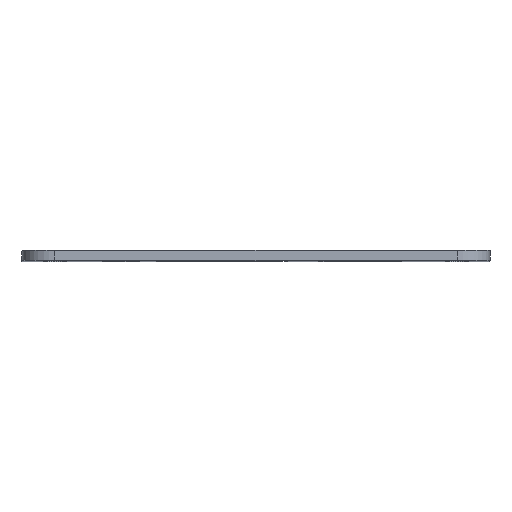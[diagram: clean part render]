
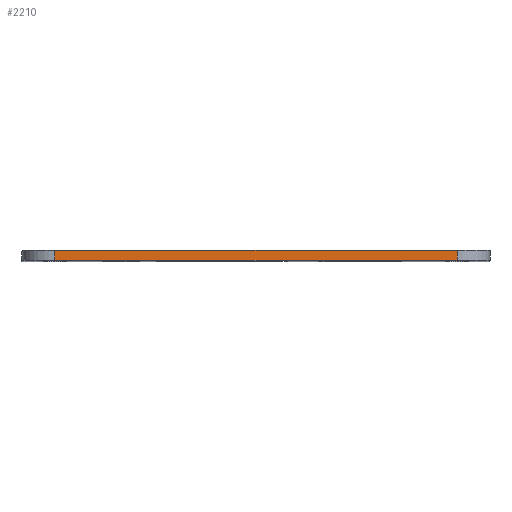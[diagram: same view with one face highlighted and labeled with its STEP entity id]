
A CAD part, top view. The second image highlights one B-rep face of the part: STEP entity #2210.
In plain terms, the highlighted planar face has unit normal (0, 0, 1).
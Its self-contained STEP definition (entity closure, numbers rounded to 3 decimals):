
#63 = FACE_OUTER_BOUND ( 'NONE', #1409, .T. ) ;
#129 = CARTESIAN_POINT ( 'NONE',  ( -30.5, 1.5, 53. ) ) ;
#253 = CARTESIAN_POINT ( 'NONE',  ( 30.5, 1.5, 53. ) ) ;
#338 = DIRECTION ( 'NONE',  ( 1., 0., 0. ) ) ;
#350 = DIRECTION ( 'NONE',  ( 0., -1., 0. ) ) ;
#359 = EDGE_CURVE ( 'NONE', #2124, #1798, #2100, .T. ) ;
#383 = VECTOR ( 'NONE', #663, 1000. ) ;
#391 = ORIENTED_EDGE ( 'NONE', *, *, #733, .T. ) ;
#513 = EDGE_CURVE ( 'NONE', #2334, #1701, #1261, .T. ) ;
#515 = VECTOR ( 'NONE', #350, 1000. ) ;
#544 = CARTESIAN_POINT ( 'NONE',  ( -30.5, 1.5, 53. ) ) ;
#592 = VECTOR ( 'NONE', #338, 1000. ) ;
#597 = CARTESIAN_POINT ( 'NONE',  ( -30.5, 0., 53. ) ) ;
#663 = DIRECTION ( 'NONE',  ( 1., 0., 0. ) ) ;
#674 = PLANE ( 'NONE',  #1148 ) ;
#705 = CARTESIAN_POINT ( 'NONE',  ( 0., 1.5, 53. ) ) ;
#733 = EDGE_CURVE ( 'NONE', #2334, #2124, #2098, .T. ) ;
#1103 = VECTOR ( 'NONE', #2024, 1000. ) ;
#1148 = AXIS2_PLACEMENT_3D ( 'NONE', #705, #2253, #1507 ) ;
#1203 = EDGE_CURVE ( 'NONE', #1798, #1701, #1431, .T. ) ;
#1261 = LINE ( 'NONE', #2058, #383 ) ;
#1409 = EDGE_LOOP ( 'NONE', ( #2190, #2459, #2535, #391 ) ) ;
#1431 = LINE ( 'NONE', #253, #1103 ) ;
#1507 = DIRECTION ( 'NONE',  ( -1., 0., 0. ) ) ;
#1509 = CARTESIAN_POINT ( 'NONE',  ( 30.5, 1.5, 53. ) ) ;
#1574 = CARTESIAN_POINT ( 'NONE',  ( 30.5, 0., 53. ) ) ;
#1701 = VERTEX_POINT ( 'NONE', #1509 ) ;
#1747 = CARTESIAN_POINT ( 'NONE',  ( 0., 0., 53. ) ) ;
#1798 = VERTEX_POINT ( 'NONE', #1574 ) ;
#2024 = DIRECTION ( 'NONE',  ( 0., 1., 0. ) ) ;
#2058 = CARTESIAN_POINT ( 'NONE',  ( 0., 1.5, 53. ) ) ;
#2098 = LINE ( 'NONE', #544, #515 ) ;
#2100 = LINE ( 'NONE', #1747, #592 ) ;
#2124 = VERTEX_POINT ( 'NONE', #597 ) ;
#2190 = ORIENTED_EDGE ( 'NONE', *, *, #359, .T. ) ;
#2210 = ADVANCED_FACE ( 'NONE', ( #63 ), #674, .F. ) ;
#2253 = DIRECTION ( 'NONE',  ( 0., 0., -1. ) ) ;
#2334 = VERTEX_POINT ( 'NONE', #129 ) ;
#2459 = ORIENTED_EDGE ( 'NONE', *, *, #1203, .T. ) ;
#2535 = ORIENTED_EDGE ( 'NONE', *, *, #513, .F. ) ;
